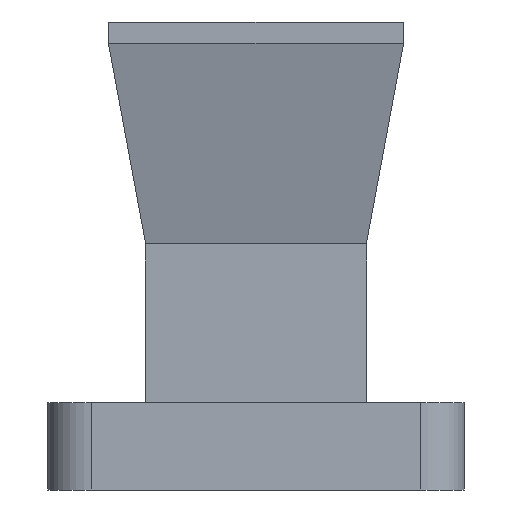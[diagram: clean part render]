
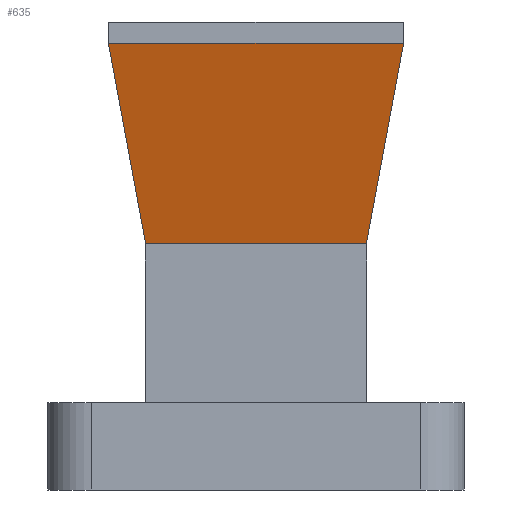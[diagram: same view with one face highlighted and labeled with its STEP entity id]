
A CAD part, left-side view. The second image highlights one B-rep face of the part: STEP entity #635.
In plain terms, the highlighted planar face has unit normal (-0.969, 0, -0.249).
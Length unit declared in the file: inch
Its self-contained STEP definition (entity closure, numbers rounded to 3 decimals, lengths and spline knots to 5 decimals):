
#11 = LINE ( 'NONE', #494, #1077 ) ;
#39 = VERTEX_POINT ( 'NONE', #934 ) ;
#57 = VERTEX_POINT ( 'NONE', #1055 ) ;
#66 = ORIENTED_EDGE ( 'NONE', *, *, #623, .F. ) ;
#74 = LINE ( 'NONE', #553, #939 ) ;
#134 = DIRECTION ( 'NONE',  ( 0., 1., 0. ) ) ;
#136 = CARTESIAN_POINT ( 'NONE',  ( 0.35183, -0.19906, 0.09045 ) ) ;
#153 = ORIENTED_EDGE ( 'NONE', *, *, #253, .T. ) ;
#154 = CARTESIAN_POINT ( 'NONE',  ( -0.12906, 0.19906, 1.96096 ) ) ;
#194 = VECTOR ( 'NONE', #1096, 39.37008 ) ;
#200 = EDGE_CURVE ( 'NONE', #39, #830, #1326, .T. ) ;
#207 = ORIENTED_EDGE ( 'NONE', *, *, #587, .T. ) ;
#241 = VERTEX_POINT ( 'NONE', #345 ) ;
#245 = EDGE_CURVE ( 'NONE', #241, #1281, #1313, .T. ) ;
#253 = EDGE_CURVE ( 'NONE', #832, #57, #742, .T. ) ;
#269 = CARTESIAN_POINT ( 'NONE',  ( -0.22087, -0.26499, 2.3181 ) ) ;
#274 = ORIENTED_EDGE ( 'NONE', *, *, #1252, .T. ) ;
#345 = CARTESIAN_POINT ( 'NONE',  ( -0.12958, 0.19906, 1.96299 ) ) ;
#361 = DIRECTION ( 'NONE',  ( -0.245, -0.177, 0.953 ) ) ;
#390 = PLANE ( 'NONE',  #1278 ) ;
#494 = CARTESIAN_POINT ( 'NONE',  ( -0.12958, -0.19906, 1.96299 ) ) ;
#511 = FACE_OUTER_BOUND ( 'NONE', #968, .T. ) ;
#553 = CARTESIAN_POINT ( 'NONE',  ( -0.12906, 0., 1.96096 ) ) ;
#566 = ORIENTED_EDGE ( 'NONE', *, *, #588, .T. ) ;
#587 = EDGE_CURVE ( 'NONE', #39, #832, #11, .T. ) ;
#588 = EDGE_CURVE ( 'NONE', #57, #1339, #712, .T. ) ;
#612 = CARTESIAN_POINT ( 'NONE',  ( -0.12958, 0.19906, 1.96299 ) ) ;
#623 = EDGE_CURVE ( 'NONE', #241, #1195, #1469, .T. ) ;
#635 = ADVANCED_FACE ( 'NONE', ( #511 ), #390, .F. ) ;
#662 = CARTESIAN_POINT ( 'NONE',  ( -0.22087, 0.26499, 2.3181 ) ) ;
#678 = CARTESIAN_POINT ( 'NONE',  ( -0.22193, 0.26499, 2.32222 ) ) ;
#712 = LINE ( 'NONE', #850, #1006 ) ;
#740 = CARTESIAN_POINT ( 'NONE',  ( -0.12958, 0.19906, 1.96299 ) ) ;
#742 = LINE ( 'NONE', #1022, #1288 ) ;
#743 = VECTOR ( 'NONE', #1439, 39.37008 ) ;
#753 = ORIENTED_EDGE ( 'NONE', *, *, #245, .T. ) ;
#802 = EDGE_CURVE ( 'NONE', #1339, #1195, #974, .T. ) ;
#830 = VERTEX_POINT ( 'NONE', #1106 ) ;
#832 = VERTEX_POINT ( 'NONE', #269 ) ;
#850 = CARTESIAN_POINT ( 'NONE',  ( -0.22193, -0.26499, 2.32222 ) ) ;
#934 = CARTESIAN_POINT ( 'NONE',  ( -0.12958, -0.19906, 1.96299 ) ) ;
#939 = VECTOR ( 'NONE', #1131, 39.37008 ) ;
#955 = VECTOR ( 'NONE', #958, 39.37008 ) ;
#958 = DIRECTION ( 'NONE',  ( 0.249, 0., -0.969 ) ) ;
#968 = EDGE_LOOP ( 'NONE', ( #1262, #66, #753, #274, #1500, #207, #153, #566 ) ) ;
#974 = LINE ( 'NONE', #1433, #743 ) ;
#990 = DIRECTION ( 'NONE',  ( 0.249, 0., -0.969 ) ) ;
#1001 = DIRECTION ( 'NONE',  ( -0.249, 0., 0.969 ) ) ;
#1006 = VECTOR ( 'NONE', #134, 39.37008 ) ;
#1022 = CARTESIAN_POINT ( 'NONE',  ( -0.22087, -0.26499, 2.3181 ) ) ;
#1055 = CARTESIAN_POINT ( 'NONE',  ( -0.22193, -0.26499, 2.32222 ) ) ;
#1077 = VECTOR ( 'NONE', #361, 39.37008 ) ;
#1096 = DIRECTION ( 'NONE',  ( 0.249, 0., -0.969 ) ) ;
#1106 = CARTESIAN_POINT ( 'NONE',  ( -0.12906, -0.19906, 1.96096 ) ) ;
#1131 = DIRECTION ( 'NONE',  ( 0., -1., 0. ) ) ;
#1195 = VERTEX_POINT ( 'NONE', #662 ) ;
#1203 = VECTOR ( 'NONE', #1251, 39.37008 ) ;
#1218 = DIRECTION ( 'NONE',  ( 0.969, 0., 0.249 ) ) ;
#1224 = CARTESIAN_POINT ( 'NONE',  ( 0.35183, 0., 0.09045 ) ) ;
#1251 = DIRECTION ( 'NONE',  ( -0.245, 0.177, 0.953 ) ) ;
#1252 = EDGE_CURVE ( 'NONE', #1281, #830, #74, .T. ) ;
#1262 = ORIENTED_EDGE ( 'NONE', *, *, #802, .T. ) ;
#1278 = AXIS2_PLACEMENT_3D ( 'NONE', #1224, #1218, #990 ) ;
#1281 = VERTEX_POINT ( 'NONE', #154 ) ;
#1288 = VECTOR ( 'NONE', #1001, 39.37008 ) ;
#1313 = LINE ( 'NONE', #612, #194 ) ;
#1326 = LINE ( 'NONE', #136, #955 ) ;
#1339 = VERTEX_POINT ( 'NONE', #678 ) ;
#1433 = CARTESIAN_POINT ( 'NONE',  ( -0.22193, 0.26499, 2.32222 ) ) ;
#1439 = DIRECTION ( 'NONE',  ( 0.249, 0., -0.969 ) ) ;
#1469 = LINE ( 'NONE', #740, #1203 ) ;
#1500 = ORIENTED_EDGE ( 'NONE', *, *, #200, .F. ) ;
